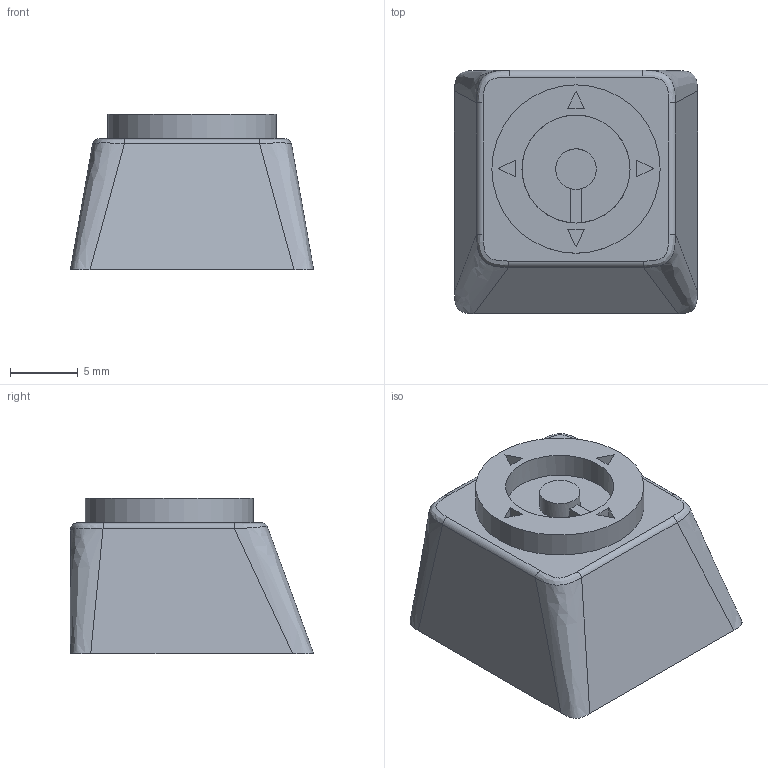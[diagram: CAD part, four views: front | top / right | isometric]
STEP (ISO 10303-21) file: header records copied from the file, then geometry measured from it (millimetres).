
FILE_DESCRIPTION(/* description */ (''),/* implementation_level */ '2;1');
FILE_NAME(/* name */ 'GAT Esc Keycap.step',/* time_stamp */ '2023-07-27T23:27:15+07:00',/* author */ (''),/* organization */ (''),/* preprocessor_version */ 'ST-DEVELOPER v20',/* originating_system */ 'Autodesk Translation Framework v12.9.0.99',/* authorisation */ '');
FILE_SCHEMA (('AUTOMOTIVE_DESIGN { 1 0 10303 214 3 1 1 }'));
Length unit declared in the file: millimetre
Products named in the file (1): GAT Esc Keycap
Bounding box: 18 x 18 x 11.48 mm (x, y, z)
Volume: 1311.5 mm3; surface area: 1944.6 mm2
Topology: 1 solids, 1 shells, 78 faces, 199 edges, 130 vertices
Faces by surface type: plane 62, cylinder 8, bspline 8
Full cylindrical faces by diameter (mm): 3 x1, 5.5 x1, 8 x1, 12.465 x1
Entity records: 2856 total; most frequent: CARTESIAN_POINT 964, ORIENTED_EDGE 398, DIRECTION 349, EDGE_CURVE 199, LINE 151, VECTOR 151, VERTEX_POINT 130, AXIS2_PLACEMENT_3D 99
